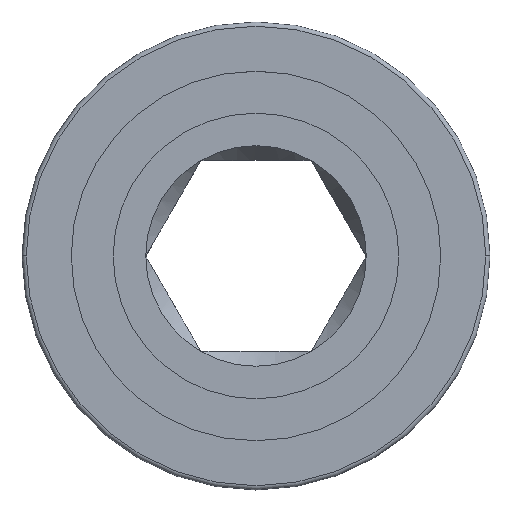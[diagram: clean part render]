
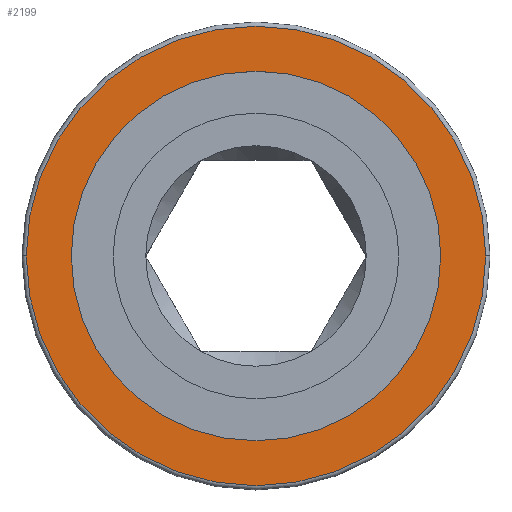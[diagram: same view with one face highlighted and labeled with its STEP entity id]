
A CAD part, top view. The second image highlights one B-rep face of the part: STEP entity #2199.
In plain terms, the highlighted planar face has unit normal (0, 0, 1).
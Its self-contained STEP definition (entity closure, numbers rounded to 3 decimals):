
#19 = EDGE_LOOP ( 'NONE', ( #959, #1419 ) ) ;
#45 = DIRECTION ( 'NONE',  ( 1., 0., 0. ) ) ;
#50 = EDGE_CURVE ( 'NONE', #2027, #2184, #898, .T. ) ;
#82 = CARTESIAN_POINT ( 'NONE',  ( 15.28, 0., 3.969 ) ) ;
#251 = FACE_OUTER_BOUND ( 'NONE', #2054, .T. ) ;
#253 = DIRECTION ( 'NONE',  ( 0., 0., 1. ) ) ;
#365 = EDGE_CURVE ( 'NONE', #436, #630, #899, .T. ) ;
#378 = DIRECTION ( 'NONE',  ( 0., 0., 1. ) ) ;
#393 = CARTESIAN_POINT ( 'NONE',  ( 0., 0., 3.969 ) ) ;
#436 = VERTEX_POINT ( 'NONE', #2004 ) ;
#498 = AXIS2_PLACEMENT_3D ( 'NONE', #798, #1991, #1320 ) ;
#628 = DIRECTION ( 'NONE',  ( 0., 0., 1. ) ) ;
#630 = VERTEX_POINT ( 'NONE', #1798 ) ;
#759 = CARTESIAN_POINT ( 'NONE',  ( -15.28, 0., 3.969 ) ) ;
#782 = PLANE ( 'NONE',  #498 ) ;
#798 = CARTESIAN_POINT ( 'NONE',  ( 12.287, 0., 3.969 ) ) ;
#898 = CIRCLE ( 'NONE', #1023, 15.28 ) ;
#899 = CIRCLE ( 'NONE', #956, 12.287 ) ;
#911 = ORIENTED_EDGE ( 'NONE', *, *, #1967, .T. ) ;
#956 = AXIS2_PLACEMENT_3D ( 'NONE', #1825, #628, #2179 ) ;
#959 = ORIENTED_EDGE ( 'NONE', *, *, #365, .F. ) ;
#1023 = AXIS2_PLACEMENT_3D ( 'NONE', #1434, #1418, #2082 ) ;
#1064 = CARTESIAN_POINT ( 'NONE',  ( 0., 0., 3.969 ) ) ;
#1092 = AXIS2_PLACEMENT_3D ( 'NONE', #393, #253, #1479 ) ;
#1217 = FACE_BOUND ( 'NONE', #19, .T. ) ;
#1219 = CIRCLE ( 'NONE', #1092, 15.28 ) ;
#1270 = EDGE_CURVE ( 'NONE', #630, #436, #1387, .T. ) ;
#1320 = DIRECTION ( 'NONE',  ( 1., 0., 0. ) ) ;
#1387 = CIRCLE ( 'NONE', #1993, 12.287 ) ;
#1418 = DIRECTION ( 'NONE',  ( 0., 0., 1. ) ) ;
#1419 = ORIENTED_EDGE ( 'NONE', *, *, #1270, .F. ) ;
#1434 = CARTESIAN_POINT ( 'NONE',  ( 0., 0., 3.969 ) ) ;
#1479 = DIRECTION ( 'NONE',  ( 1., 0., 0. ) ) ;
#1798 = CARTESIAN_POINT ( 'NONE',  ( -12.287, 0., 3.969 ) ) ;
#1825 = CARTESIAN_POINT ( 'NONE',  ( 0., 0., 3.969 ) ) ;
#1967 = EDGE_CURVE ( 'NONE', #2184, #2027, #1219, .T. ) ;
#1991 = DIRECTION ( 'NONE',  ( 0., 0., 1. ) ) ;
#1993 = AXIS2_PLACEMENT_3D ( 'NONE', #1064, #378, #45 ) ;
#2004 = CARTESIAN_POINT ( 'NONE',  ( 12.287, 0., 3.969 ) ) ;
#2027 = VERTEX_POINT ( 'NONE', #759 ) ;
#2054 = EDGE_LOOP ( 'NONE', ( #911, #2210 ) ) ;
#2082 = DIRECTION ( 'NONE',  ( 1., 0., 0. ) ) ;
#2179 = DIRECTION ( 'NONE',  ( 1., 0., 0. ) ) ;
#2184 = VERTEX_POINT ( 'NONE', #82 ) ;
#2199 = ADVANCED_FACE ( 'NONE', ( #251, #1217 ), #782, .T. ) ;
#2210 = ORIENTED_EDGE ( 'NONE', *, *, #50, .T. ) ;
